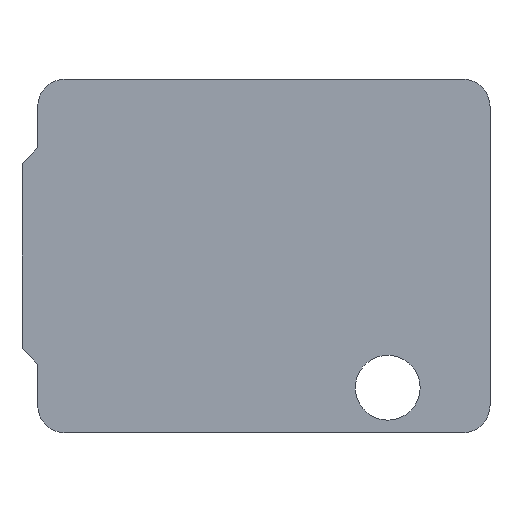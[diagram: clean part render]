
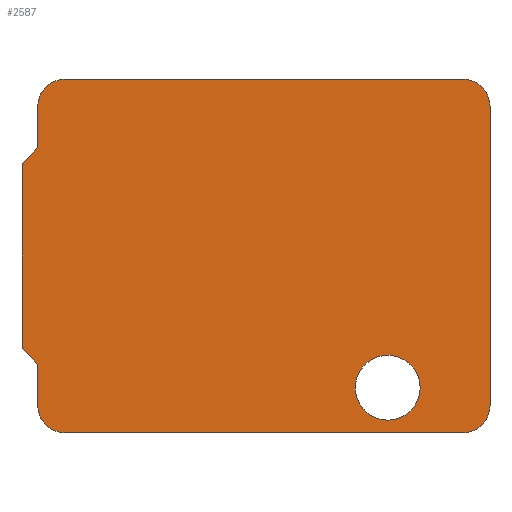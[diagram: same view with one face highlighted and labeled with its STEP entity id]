
A CAD part, front view. The second image highlights one B-rep face of the part: STEP entity #2587.
In plain terms, the highlighted planar face has unit normal (0, -1, 0).
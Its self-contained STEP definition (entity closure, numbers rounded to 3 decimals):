
#22=FACE_BOUND('',#892,.T.);
#105=LINE('',#3861,#376);
#106=LINE('',#3865,#377);
#107=LINE('',#3869,#378);
#108=LINE('',#3873,#379);
#109=LINE('',#3877,#380);
#110=LINE('',#3879,#381);
#111=LINE('',#3881,#382);
#112=LINE('',#3882,#383);
#376=VECTOR('',#3052,10.);
#377=VECTOR('',#3055,10.);
#378=VECTOR('',#3058,10.);
#379=VECTOR('',#3061,10.);
#380=VECTOR('',#3064,10.);
#381=VECTOR('',#3065,10.);
#382=VECTOR('',#3066,10.);
#383=VECTOR('',#3067,10.);
#633=PLANE('',#2775);
#738=FACE_OUTER_BOUND('',#891,.T.);
#891=EDGE_LOOP('',(#1857,#1858,#1859,#1860,#1861,#1862,#1863,#1864,#1865,
#1866,#1867,#1868));
#892=EDGE_LOOP('',(#1869));
#1078=CIRCLE('',#2767,8.25);
#1083=CIRCLE('',#2776,7.);
#1084=CIRCLE('',#2777,7.);
#1085=CIRCLE('',#2778,7.);
#1086=CIRCLE('',#2779,7.);
#1197=VERTEX_POINT('',#3840);
#1202=VERTEX_POINT('',#3859);
#1203=VERTEX_POINT('',#3860);
#1204=VERTEX_POINT('',#3862);
#1205=VERTEX_POINT('',#3864);
#1206=VERTEX_POINT('',#3866);
#1207=VERTEX_POINT('',#3868);
#1208=VERTEX_POINT('',#3870);
#1209=VERTEX_POINT('',#3872);
#1210=VERTEX_POINT('',#3874);
#1211=VERTEX_POINT('',#3876);
#1212=VERTEX_POINT('',#3878);
#1213=VERTEX_POINT('',#3880);
#1450=EDGE_CURVE('',#1197,#1197,#1078,.T.);
#1459=EDGE_CURVE('',#1202,#1203,#105,.T.);
#1460=EDGE_CURVE('',#1203,#1204,#1083,.T.);
#1461=EDGE_CURVE('',#1204,#1205,#106,.T.);
#1462=EDGE_CURVE('',#1205,#1206,#1084,.T.);
#1463=EDGE_CURVE('',#1206,#1207,#107,.T.);
#1464=EDGE_CURVE('',#1207,#1208,#1085,.T.);
#1465=EDGE_CURVE('',#1208,#1209,#108,.T.);
#1466=EDGE_CURVE('',#1209,#1210,#1086,.T.);
#1467=EDGE_CURVE('',#1210,#1211,#109,.T.);
#1468=EDGE_CURVE('',#1211,#1212,#110,.T.);
#1469=EDGE_CURVE('',#1212,#1213,#111,.T.);
#1470=EDGE_CURVE('',#1213,#1202,#112,.T.);
#1857=ORIENTED_EDGE('',*,*,#1459,.T.);
#1858=ORIENTED_EDGE('',*,*,#1460,.T.);
#1859=ORIENTED_EDGE('',*,*,#1461,.T.);
#1860=ORIENTED_EDGE('',*,*,#1462,.T.);
#1861=ORIENTED_EDGE('',*,*,#1463,.T.);
#1862=ORIENTED_EDGE('',*,*,#1464,.T.);
#1863=ORIENTED_EDGE('',*,*,#1465,.T.);
#1864=ORIENTED_EDGE('',*,*,#1466,.T.);
#1865=ORIENTED_EDGE('',*,*,#1467,.T.);
#1866=ORIENTED_EDGE('',*,*,#1468,.T.);
#1867=ORIENTED_EDGE('',*,*,#1469,.T.);
#1868=ORIENTED_EDGE('',*,*,#1470,.T.);
#1869=ORIENTED_EDGE('',*,*,#1450,.T.);
#2587=ADVANCED_FACE('',(#738,#22),#633,.F.);
#2767=AXIS2_PLACEMENT_3D('',#3842,#3030,#3031);
#2775=AXIS2_PLACEMENT_3D('',#3858,#3050,#3051);
#2776=AXIS2_PLACEMENT_3D('',#3863,#3053,#3054);
#2777=AXIS2_PLACEMENT_3D('',#3867,#3056,#3057);
#2778=AXIS2_PLACEMENT_3D('',#3871,#3059,#3060);
#2779=AXIS2_PLACEMENT_3D('',#3875,#3062,#3063);
#3030=DIRECTION('center_axis',(0.,1.,0.));
#3031=DIRECTION('ref_axis',(-1.,0.,0.));
#3050=DIRECTION('center_axis',(0.,1.,0.));
#3051=DIRECTION('ref_axis',(0.,0.,1.));
#3052=DIRECTION('',(0.,0.,-1.));
#3053=DIRECTION('center_axis',(0.,-1.,0.));
#3054=DIRECTION('ref_axis',(0.,0.,1.));
#3055=DIRECTION('',(1.,0.,0.));
#3056=DIRECTION('center_axis',(0.,-1.,0.));
#3057=DIRECTION('ref_axis',(-1.,0.,0.));
#3058=DIRECTION('',(0.,0.,1.));
#3059=DIRECTION('center_axis',(0.,-1.,0.));
#3060=DIRECTION('ref_axis',(0.,0.,-1.));
#3061=DIRECTION('',(-1.,0.,0.));
#3062=DIRECTION('center_axis',(0.,-1.,0.));
#3063=DIRECTION('ref_axis',(1.,0.,0.));
#3064=DIRECTION('',(0.,0.,-1.));
#3065=DIRECTION('',(-0.707,0.,-0.707));
#3066=DIRECTION('',(0.,0.,-1.));
#3067=DIRECTION('',(0.707,0.,-0.707));
#3840=CARTESIAN_POINT('',(23.25,-28.,-33.5));
#3842=CARTESIAN_POINT('Origin',(31.5,-28.,-33.5));
#3858=CARTESIAN_POINT('Origin',(55.5,-28.,0.));
#3859=CARTESIAN_POINT('',(-57.5,-28.,-27.5));
#3860=CARTESIAN_POINT('',(-57.5,-28.,-38.));
#3861=CARTESIAN_POINT('',(-57.5,-28.,19.));
#3862=CARTESIAN_POINT('',(-50.5,-28.,-45.));
#3863=CARTESIAN_POINT('Origin',(-50.5,-28.,-38.));
#3864=CARTESIAN_POINT('',(50.5,-28.,-45.));
#3865=CARTESIAN_POINT('',(-25.25,-28.,-45.));
#3866=CARTESIAN_POINT('',(57.5,-28.,-38.));
#3867=CARTESIAN_POINT('Origin',(50.5,-28.,-38.));
#3868=CARTESIAN_POINT('',(57.5,-28.,38.));
#3869=CARTESIAN_POINT('',(57.5,-28.,-19.));
#3870=CARTESIAN_POINT('',(50.5,-28.,45.));
#3871=CARTESIAN_POINT('Origin',(50.5,-28.,38.));
#3872=CARTESIAN_POINT('',(-50.5,-28.,45.));
#3873=CARTESIAN_POINT('',(25.25,-28.,45.));
#3874=CARTESIAN_POINT('',(-57.5,-28.,38.));
#3875=CARTESIAN_POINT('Origin',(-50.5,-28.,38.));
#3876=CARTESIAN_POINT('',(-57.5,-28.,27.5));
#3877=CARTESIAN_POINT('',(-57.5,-28.,19.));
#3878=CARTESIAN_POINT('',(-61.5,-28.,23.5));
#3879=CARTESIAN_POINT('',(-60.5,-28.,24.5));
#3880=CARTESIAN_POINT('',(-61.5,-28.,-23.5));
#3881=CARTESIAN_POINT('',(-61.5,-28.,11.75));
#3882=CARTESIAN_POINT('',(-66.,-28.,-19.));
